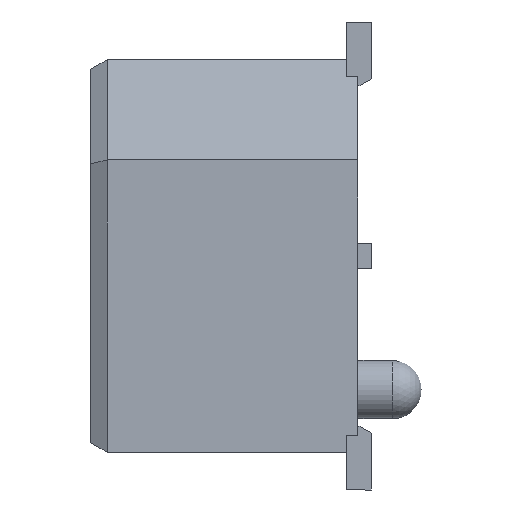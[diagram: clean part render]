
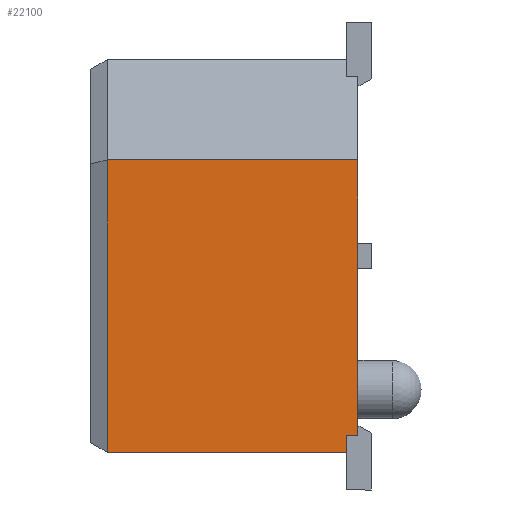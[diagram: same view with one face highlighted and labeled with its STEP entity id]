
A CAD part, left-side view. The second image highlights one B-rep face of the part: STEP entity #22100.
In plain terms, the highlighted face is planar.
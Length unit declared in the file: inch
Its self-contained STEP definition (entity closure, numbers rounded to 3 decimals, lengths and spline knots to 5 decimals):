
#5627=ORIENTED_EDGE('',*,*,#9511,.F.);
#5628=ORIENTED_EDGE('',*,*,#8987,.T.);
#5629=ORIENTED_EDGE('',*,*,#9512,.F.);
#5630=ORIENTED_EDGE('',*,*,#9513,.F.);
#5631=ORIENTED_EDGE('',*,*,#9509,.T.);
#5632=ORIENTED_EDGE('',*,*,#9514,.F.);
#8987=EDGE_CURVE('',#11362,#11361,#14205,.T.);
#9509=EDGE_CURVE('',#11830,#11829,#14727,.T.);
#9511=EDGE_CURVE('',#11362,#11831,#14729,.T.);
#9512=EDGE_CURVE('',#11832,#11361,#14730,.T.);
#9513=EDGE_CURVE('',#11830,#11832,#14731,.T.);
#9514=EDGE_CURVE('',#11831,#11829,#14732,.T.);
#11361=VERTEX_POINT('',#33838);
#11362=VERTEX_POINT('',#33840);
#11829=VERTEX_POINT('',#34876);
#11830=VERTEX_POINT('',#34878);
#11831=VERTEX_POINT('',#34882);
#11832=VERTEX_POINT('',#34884);
#14205=LINE('',#33839,#17299);
#14727=LINE('',#34877,#17821);
#14729=LINE('',#34881,#17823);
#14730=LINE('',#34883,#17824);
#14731=LINE('',#34885,#17825);
#14732=LINE('',#34886,#17826);
#17299=VECTOR('',#27686,39.37008);
#17821=VECTOR('',#28304,39.37008);
#17823=VECTOR('',#28308,39.37008);
#17824=VECTOR('',#28309,39.37008);
#17825=VECTOR('',#28310,39.37008);
#17826=VECTOR('',#28311,39.37008);
#18914=EDGE_LOOP('',(#5627,#5628,#5629,#5630,#5631,#5632));
#19996=FACE_BOUND('',#18914,.T.);
#21030=PLANE('',#23304);
#22100=ADVANCED_FACE('',(#19996),#21030,.F.);
#23304=AXIS2_PLACEMENT_3D('',#34880,#28306,#28307);
#27686=DIRECTION('',(0.,0.,-1.));
#28304=DIRECTION('',(0.,-1.,0.));
#28306=DIRECTION('',(-1.,0.,0.));
#28307=DIRECTION('',(0.,0.,1.));
#28308=DIRECTION('',(0.,1.,0.));
#28309=DIRECTION('',(0.,-1.,0.));
#28310=DIRECTION('',(0.,0.,-1.));
#28311=DIRECTION('',(0.,0.,1.));
#33838=CARTESIAN_POINT('',(0.394,0.,-0.0575));
#33839=CARTESIAN_POINT('',(0.394,0.,0.1175));
#33840=CARTESIAN_POINT('',(0.394,0.,0.1075));
#34876=CARTESIAN_POINT('',(0.394,0.007,0.1175));
#34877=CARTESIAN_POINT('',(0.394,0.15,0.1175));
#34878=CARTESIAN_POINT('',(0.394,0.15,0.1175));
#34880=CARTESIAN_POINT('',(0.394,0.15,0.1175));
#34881=CARTESIAN_POINT('',(0.394,0.15,0.1075));
#34882=CARTESIAN_POINT('',(0.394,0.007,0.1075));
#34883=CARTESIAN_POINT('',(0.394,0.15,-0.0575));
#34884=CARTESIAN_POINT('',(0.394,0.15,-0.0575));
#34885=CARTESIAN_POINT('',(0.394,0.15,0.1175));
#34886=CARTESIAN_POINT('',(0.394,0.007,0.1175));
